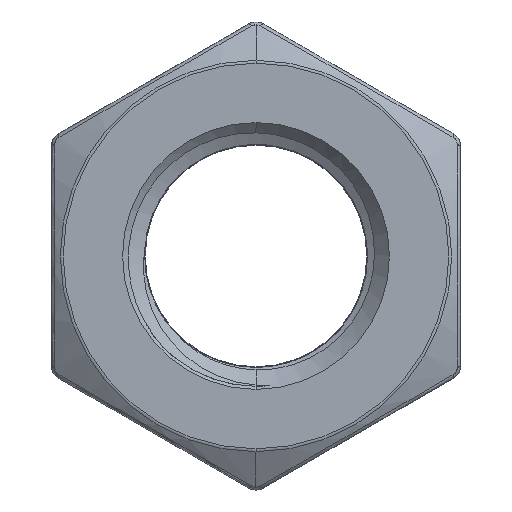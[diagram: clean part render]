
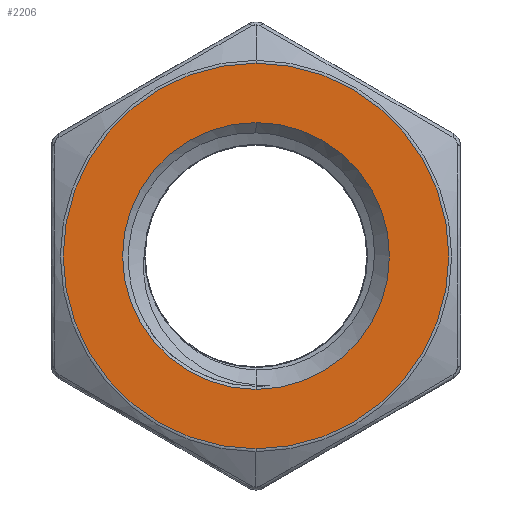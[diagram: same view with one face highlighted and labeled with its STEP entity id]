
A CAD part, front view. The second image highlights one B-rep face of the part: STEP entity #2206.
In plain terms, the highlighted planar face has unit normal (0, -1, 0).
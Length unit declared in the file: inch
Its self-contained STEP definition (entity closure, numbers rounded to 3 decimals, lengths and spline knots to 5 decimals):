
#149 = DIRECTION ( 'NONE',  ( 0., 0., 1. ) ) ;
#500 = VERTEX_POINT ( 'NONE', #4010 ) ;
#553 = EDGE_LOOP ( 'NONE', ( #3470, #3888 ) ) ;
#565 = CIRCLE ( 'NONE', #7743, 1.48002 ) ;
#631 = CARTESIAN_POINT ( 'NONE',  ( 0., 0., 0. ) ) ;
#646 = VERTEX_POINT ( 'NONE', #2735 ) ;
#828 = VERTEX_POINT ( 'NONE', #2700 ) ;
#875 = FACE_OUTER_BOUND ( 'NONE', #8130, .T. ) ;
#998 = ORIENTED_EDGE ( 'NONE', *, *, #4818, .T. ) ;
#1069 = AXIS2_PLACEMENT_3D ( 'NONE', #2356, #6441, #2391 ) ;
#1560 = EDGE_CURVE ( 'NONE', #828, #646, #4558, .T. ) ;
#1653 = DIRECTION ( 'NONE',  ( 0., 0., -1. ) ) ;
#1807 = FACE_BOUND ( 'NONE', #553, .T. ) ;
#2206 = ADVANCED_FACE ( 'NONE', ( #1807, #875 ), #7036, .F. ) ;
#2296 = CARTESIAN_POINT ( 'NONE',  ( 0., 0., -1.48002 ) ) ;
#2314 = CARTESIAN_POINT ( 'NONE',  ( 0., 0., 0. ) ) ;
#2356 = CARTESIAN_POINT ( 'NONE',  ( 0., 0., 0. ) ) ;
#2391 = DIRECTION ( 'NONE',  ( 0., 0., -1. ) ) ;
#2700 = CARTESIAN_POINT ( 'NONE',  ( 0., 0., -1.02406 ) ) ;
#2735 = CARTESIAN_POINT ( 'NONE',  ( 0., 0., 1.02406 ) ) ;
#2921 = AXIS2_PLACEMENT_3D ( 'NONE', #631, #5361, #4749 ) ;
#3470 = ORIENTED_EDGE ( 'NONE', *, *, #1560, .F. ) ;
#3751 = DIRECTION ( 'NONE',  ( 0., 0., 1. ) ) ;
#3888 = ORIENTED_EDGE ( 'NONE', *, *, #5121, .F. ) ;
#4010 = CARTESIAN_POINT ( 'NONE',  ( 0., 0., 1.48002 ) ) ;
#4210 = CARTESIAN_POINT ( 'NONE',  ( 0., 0., 0. ) ) ;
#4558 = CIRCLE ( 'NONE', #7105, 1.02406 ) ;
#4749 = DIRECTION ( 'NONE',  ( 0., 0., 1. ) ) ;
#4818 = EDGE_CURVE ( 'NONE', #500, #6645, #7671, .T. ) ;
#4951 = AXIS2_PLACEMENT_3D ( 'NONE', #5812, #7821, #3751 ) ;
#5121 = EDGE_CURVE ( 'NONE', #646, #828, #6413, .T. ) ;
#5361 = DIRECTION ( 'NONE',  ( 0., -1., 0. ) ) ;
#5630 = DIRECTION ( 'NONE',  ( 0., -1., 0. ) ) ;
#5812 = CARTESIAN_POINT ( 'NONE',  ( -1.57031, 0., -2.71986 ) ) ;
#6359 = DIRECTION ( 'NONE',  ( 0., -1., 0. ) ) ;
#6413 = CIRCLE ( 'NONE', #1069, 1.02406 ) ;
#6441 = DIRECTION ( 'NONE',  ( 0., -1., 0. ) ) ;
#6645 = VERTEX_POINT ( 'NONE', #2296 ) ;
#7036 = PLANE ( 'NONE',  #4951 ) ;
#7105 = AXIS2_PLACEMENT_3D ( 'NONE', #2314, #5630, #1653 ) ;
#7671 = CIRCLE ( 'NONE', #2921, 1.48002 ) ;
#7743 = AXIS2_PLACEMENT_3D ( 'NONE', #4210, #6359, #149 ) ;
#7756 = EDGE_CURVE ( 'NONE', #6645, #500, #565, .T. ) ;
#7821 = DIRECTION ( 'NONE',  ( 0., 1., 0. ) ) ;
#7986 = ORIENTED_EDGE ( 'NONE', *, *, #7756, .T. ) ;
#8130 = EDGE_LOOP ( 'NONE', ( #998, #7986 ) ) ;
